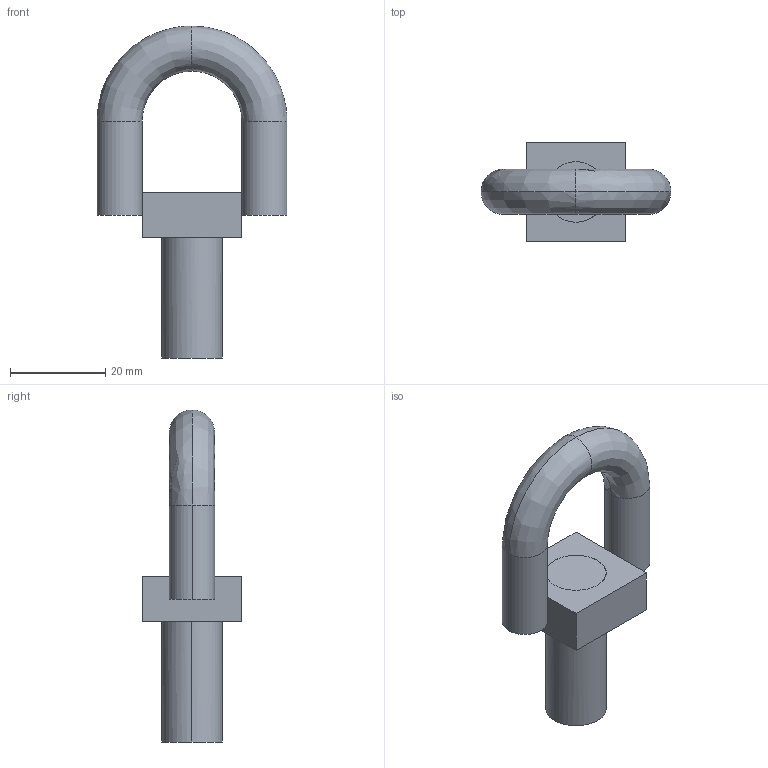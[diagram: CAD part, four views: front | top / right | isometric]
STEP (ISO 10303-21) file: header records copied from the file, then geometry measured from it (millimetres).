
FILE_DESCRIPTION(('TurboCAD Mac Pro'),'Build 980');
FILE_NAME('M2350.stp',' ',(''),(''),'ACIS Interop','IMSI','TurboCAD Mac Pro BY IMSI, INCORPORATED');
FILE_SCHEMA(('automotive_design'));
Length unit declared in the file: inch
Products named in the file (2): 1; 2
Bounding box: 39.98 x 20.91 x 69.87 mm (x, y, z)
Volume: 13621.1 mm3; surface area: 5733.5 mm2
Topology: 2 solids, 2 shells, 51 faces, 141 edges, 88 vertices
Faces by surface type: bspline 25, plane 16, cylinder 10
Entity records: 2475 total; most frequent: CARTESIAN_POINT 853, ORIENTED_EDGE 282, DIRECTION 186, EDGE_CURVE 141, VERTEX_POINT 88, AXIS2_PLACEMENT_3D 69, STYLED_ITEM 53, PRESENTATION_STYLE_ASSIGNMENT 53
